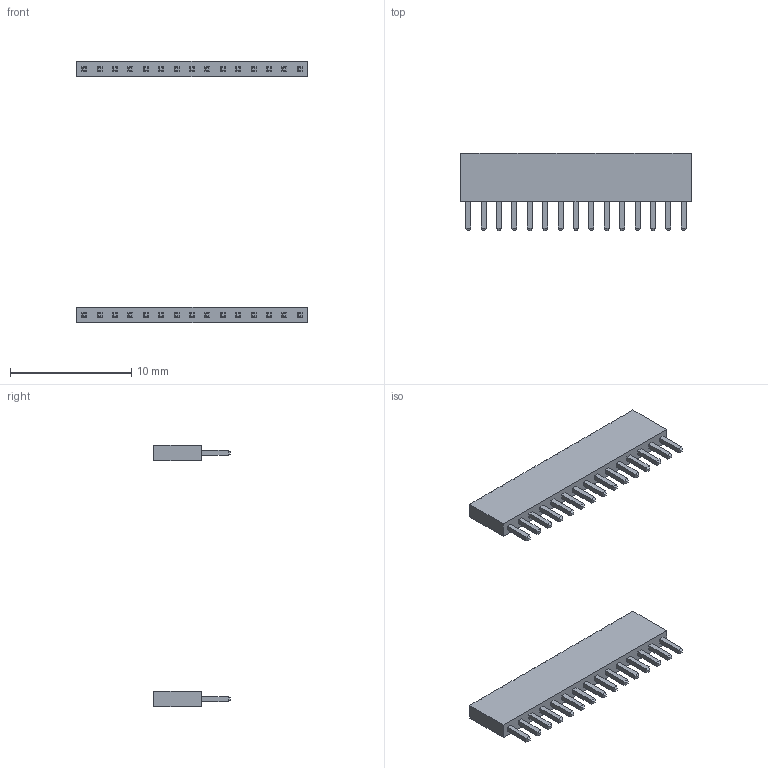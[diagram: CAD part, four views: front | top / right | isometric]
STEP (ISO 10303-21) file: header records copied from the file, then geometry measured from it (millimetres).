
FILE_DESCRIPTION (( 'STEP AP214' ), '1' );
FILE_NAME ('female-pinheader-narrow.STEP', '2021-03-31T14:00:28', ( '' ), ( '' ), 'SwSTEP 2.0', 'SolidWorks 2019', '' );
FILE_SCHEMA (( 'AUTOMOTIVE_DESIGN' ));
Length unit declared in the file: millimetre
Products named in the file (2): female-pinheaders-127-regular; female-pinheader-narrow
Assembly tree (2 placements, depth 2):
  female-pinheader-narrow
    female-pinheaders-127-regular  x2
Bounding box: 19.05 x 6.33 x 21.59 mm (x, y, z)
Volume: 148.6 mm3; surface area: 769.8 mm2
Topology: 2 solids, 2 shells, 550 faces, 1188 edges, 672 vertices
Faces by surface type: plane 550
Entity records: 10167 total; most frequent: CARTESIAN_POINT 1210, ORIENTED_EDGE 1188, DIRECTION 1154, VECTOR 594, EDGE_CURVE 594, LINE 594, VERTEX_POINT 336, EDGE_LOOP 290
